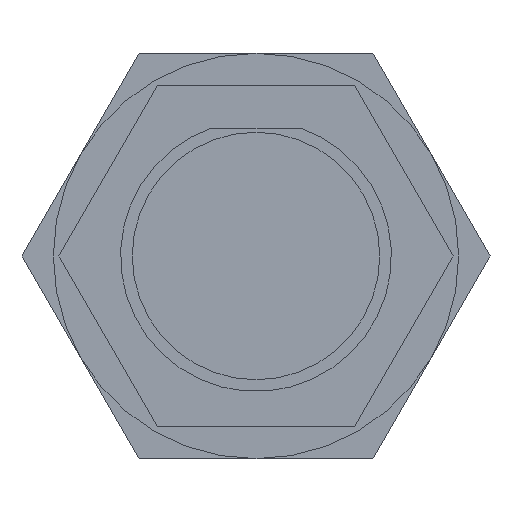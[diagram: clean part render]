
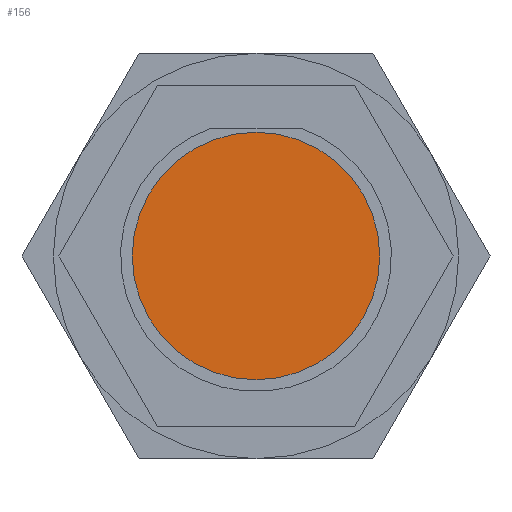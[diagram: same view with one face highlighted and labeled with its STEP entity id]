
A CAD part, front view. The second image highlights one B-rep face of the part: STEP entity #156.
In plain terms, the highlighted planar face has unit normal (0, -1, 0).
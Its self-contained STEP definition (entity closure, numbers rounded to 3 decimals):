
#114 = VERTEX_POINT ( 'NONE', #291 ) ;
#156 = ADVANCED_FACE ( 'NONE', ( #681 ), #583, .F. ) ;
#254 = CIRCLE ( 'NONE', #400, 2.9 ) ;
#291 = CARTESIAN_POINT ( 'NONE',  ( 0., -11.1, 2.9 ) ) ;
#296 = CARTESIAN_POINT ( 'NONE',  ( 2.9, -11.1, 0. ) ) ;
#340 = CARTESIAN_POINT ( 'NONE',  ( 0., -11.1, 0. ) ) ;
#400 = AXIS2_PLACEMENT_3D ( 'NONE', #340, #1031, #642 ) ;
#583 = PLANE ( 'NONE',  #730 ) ;
#623 = EDGE_LOOP ( 'NONE', ( #777, #945 ) ) ;
#642 = DIRECTION ( 'NONE',  ( 0., 0., 1. ) ) ;
#681 = FACE_OUTER_BOUND ( 'NONE', #623, .T. ) ;
#684 = CARTESIAN_POINT ( 'NONE',  ( 0., -11.1, 0. ) ) ;
#730 = AXIS2_PLACEMENT_3D ( 'NONE', #296, #1093, #992 ) ;
#777 = ORIENTED_EDGE ( 'NONE', *, *, #1040, .F. ) ;
#839 = VERTEX_POINT ( 'NONE', #1133 ) ;
#924 = EDGE_CURVE ( 'NONE', #839, #114, #254, .T. ) ;
#945 = ORIENTED_EDGE ( 'NONE', *, *, #924, .F. ) ;
#956 = DIRECTION ( 'NONE',  ( 0., 1., 0. ) ) ;
#992 = DIRECTION ( 'NONE',  ( 0., 0., 1. ) ) ;
#1022 = AXIS2_PLACEMENT_3D ( 'NONE', #684, #956, #1069 ) ;
#1031 = DIRECTION ( 'NONE',  ( 0., 1., 0. ) ) ;
#1040 = EDGE_CURVE ( 'NONE', #114, #839, #1171, .T. ) ;
#1069 = DIRECTION ( 'NONE',  ( 0., 0., 1. ) ) ;
#1093 = DIRECTION ( 'NONE',  ( 0., 1., 0. ) ) ;
#1133 = CARTESIAN_POINT ( 'NONE',  ( 0., -11.1, -2.9 ) ) ;
#1171 = CIRCLE ( 'NONE', #1022, 2.9 ) ;
